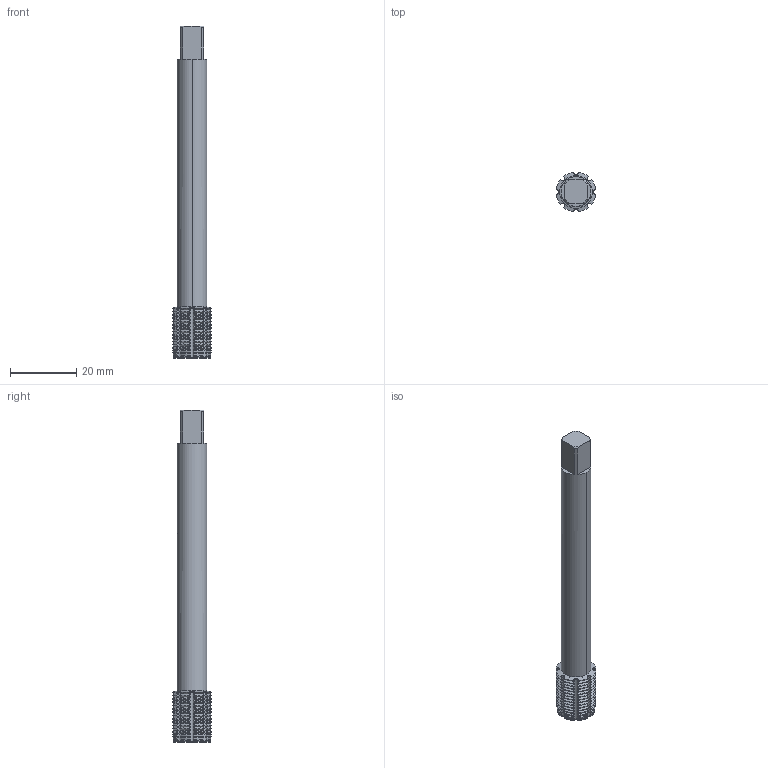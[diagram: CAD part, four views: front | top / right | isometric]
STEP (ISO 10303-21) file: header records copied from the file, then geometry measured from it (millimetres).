
FILE_DESCRIPTION(('no description'),'unknown implementation level');
FILE_NAME('solid4Yp6nhSJsi3wkokE9_Ja2TkTzxA_1.STP',' ',('CIM GmbH Aachen'),('CADClick - KiM GmbH - www.kimweb.de'),'unknown preprocess','ACIS','unknown authorization');
FILE_SCHEMA(('automotive_design'));
Length unit declared in the file: millimetre
Products named in the file (2): 1; 2
Bounding box: 11.92 x 11.92 x 100 mm (x, y, z)
Volume: 6708.9 mm3; surface area: 4445.6 mm2
Topology: 2 solids, 2 shells, 825 faces, 2455 edges, 1634 vertices
Faces by surface type: cone 306, plane 257, cylinder 246, torus 16
Entity records: 58184 total; most frequent: CARTESIAN_POINT 9471, STYLED_ITEM 4916, PRESENTATION_STYLE_ASSIGNMENT 4916, COLOUR_RGB 4916, ORIENTED_EDGE 4910, DIRECTION 4151, EDGE_CURVE 2455, CURVE_STYLE 2455
